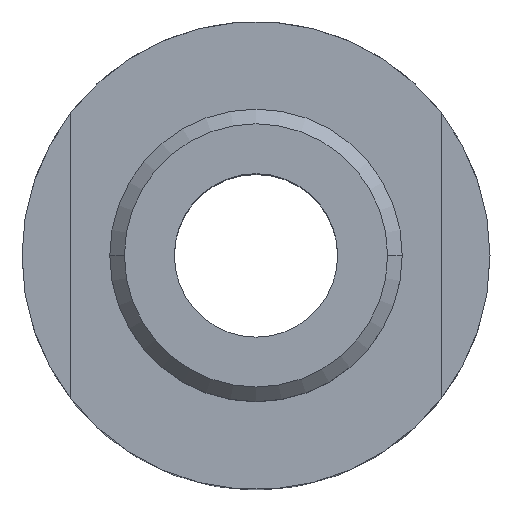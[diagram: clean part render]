
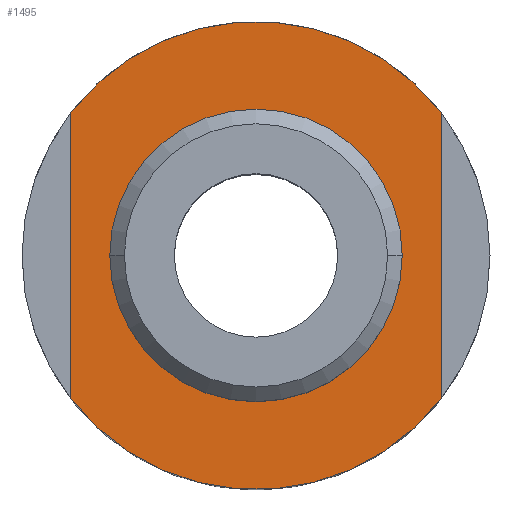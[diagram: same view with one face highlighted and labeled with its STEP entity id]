
A CAD part, top view. The second image highlights one B-rep face of the part: STEP entity #1495.
In plain terms, the highlighted planar face has unit normal (0, 0, 1).
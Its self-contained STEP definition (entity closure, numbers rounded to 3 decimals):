
#831=EDGE_CURVE('',#1785,#1585,#2382,.T.);
#965=EDGE_CURVE('',#1611,#2293,#2534,.T.);
#1389=EDGE_CURVE('',#2011,#1611,#3001,.T.);
#1495=ADVANCED_FACE('',(#3126,#3127),#3128,.T.);
#1585=VERTEX_POINT('',#3228);
#1611=VERTEX_POINT('',#3258);
#1753=EDGE_CURVE('',#1585,#1785,#3423,.T.);
#1785=VERTEX_POINT('',#3460);
#1789=EDGE_CURVE('',#2293,#1903,#3464,.T.);
#1849=EDGE_CURVE('',#1903,#2011,#3529,.T.);
#1903=VERTEX_POINT('',#3589);
#2011=VERTEX_POINT('',#3712);
#2293=VERTEX_POINT('',#4029);
#2382=CIRCLE('',#4124,7.5);
#2534=CIRCLE('',#4310,12.);
#3001=LINE('',#4930,#4931);
#3126=FACE_OUTER_BOUND('',#5084,.T.);
#3127=FACE_BOUND('',#5085,.T.);
#3128=PLANE('',#5086);
#3228=CARTESIAN_POINT('',(-7.5,0.,12.0));
#3258=CARTESIAN_POINT('',(9.5,7.331,12.0));
#3423=CIRCLE('',#5469,7.5);
#3460=CARTESIAN_POINT('',(7.5,0.,12.0));
#3464=LINE('',#5521,#5522);
#3529=CIRCLE('',#5612,12.);
#3589=CARTESIAN_POINT('',(-9.5,-7.331,12.0));
#3712=CARTESIAN_POINT('',(9.5,-7.331,12.0));
#4029=CARTESIAN_POINT('',(-9.5,7.331,12.0));
#4124=AXIS2_PLACEMENT_3D('',#6353,#6354,#6355);
#4310=AXIS2_PLACEMENT_3D('',#6566,#6567,#6568);
#4930=CARTESIAN_POINT('',(9.5,3.666,12.0));
#4931=VECTOR('',#7170,1.0);
#5084=EDGE_LOOP('',(#7368,#7369,#7370,#7371));
#5085=EDGE_LOOP('',(#7372,#7373));
#5086=AXIS2_PLACEMENT_3D('',#7374,#7375,#7376);
#5469=AXIS2_PLACEMENT_3D('',#7814,#7815,#7816);
#5521=CARTESIAN_POINT('',(-9.5,-3.666,12.0));
#5522=VECTOR('',#7872,1.0);
#5612=AXIS2_PLACEMENT_3D('',#7957,#7958,#7959);
#6353=CARTESIAN_POINT('',(0.0,0.,12.0));
#6354=DIRECTION('',(0.0,0.0,1.0));
#6355=DIRECTION('',(-1.0,0.,0.0));
#6566=CARTESIAN_POINT('',(0.0,0.,12.0));
#6567=DIRECTION('',(0.0,0.0,1.0));
#6568=DIRECTION('',(-1.0,0.,0.0));
#7170=DIRECTION('',(0.0,1.0,0.0));
#7368=ORIENTED_EDGE('',*,*,#1789,.T.);
#7369=ORIENTED_EDGE('',*,*,#1849,.T.);
#7370=ORIENTED_EDGE('',*,*,#1389,.T.);
#7371=ORIENTED_EDGE('',*,*,#965,.T.);
#7372=ORIENTED_EDGE('',*,*,#1753,.F.);
#7373=ORIENTED_EDGE('',*,*,#831,.F.);
#7374=CARTESIAN_POINT('',(-9.75,0.,12.0));
#7375=DIRECTION('',(0.0,0.0,1.0));
#7376=DIRECTION('',(-1.0,0.,0.0));
#7814=CARTESIAN_POINT('',(0.0,0.,12.0));
#7815=DIRECTION('',(0.0,0.0,1.0));
#7816=DIRECTION('',(-1.0,0.,0.0));
#7872=DIRECTION('',(0.0,-1.0,0.0));
#7957=CARTESIAN_POINT('',(0.0,0.,12.0));
#7958=DIRECTION('',(0.0,0.0,1.0));
#7959=DIRECTION('',(-1.0,0.,0.0));
